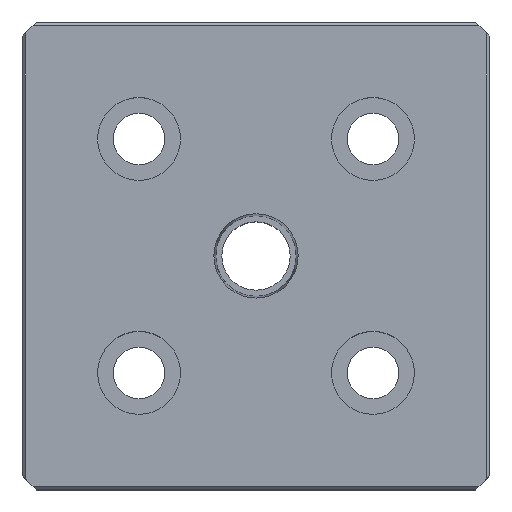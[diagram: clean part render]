
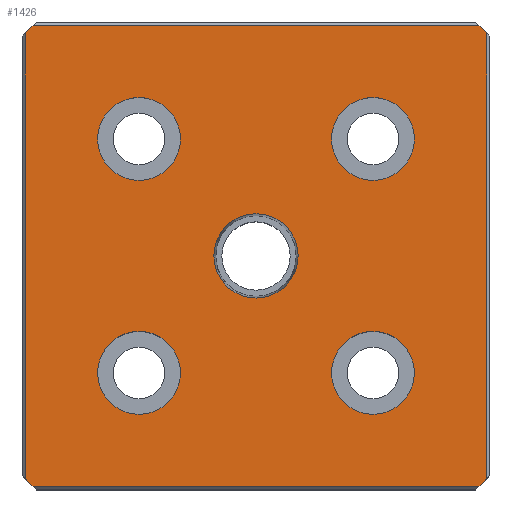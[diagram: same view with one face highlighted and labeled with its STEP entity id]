
A CAD part, top view. The second image highlights one B-rep face of the part: STEP entity #1426.
In plain terms, the highlighted planar face has unit normal (0, 0, 1).
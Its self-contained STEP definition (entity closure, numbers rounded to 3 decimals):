
#278=CARTESIAN_POINT('',(0.484,0.75,0.75));
#279=VERTEX_POINT('',#278);
#288=CARTESIAN_POINT('',(1.016,0.75,0.75));
#289=VERTEX_POINT('',#288);
#290=CARTESIAN_POINT('',(0.75,0.75,0.75));
#291=DIRECTION('',(0.0,0.0,-1.0));
#292=DIRECTION('',(-1.0,0.0,0.0));
#293=AXIS2_PLACEMENT_3D('',#290,#291,#292);
#294=CIRCLE('',#293,0.266);
#295=EDGE_CURVE('',#289,#279,#294,.T.);
#362=CARTESIAN_POINT('',(0.484,-0.75,0.75));
#363=VERTEX_POINT('',#362);
#372=CARTESIAN_POINT('',(1.016,-0.75,0.75));
#373=VERTEX_POINT('',#372);
#374=CARTESIAN_POINT('',(0.75,-0.75,0.75));
#375=DIRECTION('',(0.0,0.0,-1.0));
#376=DIRECTION('',(-1.0,0.0,0.0));
#377=AXIS2_PLACEMENT_3D('',#374,#375,#376);
#378=CIRCLE('',#377,0.266);
#379=EDGE_CURVE('',#373,#363,#378,.T.);
#446=CARTESIAN_POINT('',(1.984,0.75,0.75));
#447=VERTEX_POINT('',#446);
#456=CARTESIAN_POINT('',(2.516,0.75,0.75));
#457=VERTEX_POINT('',#456);
#458=CARTESIAN_POINT('',(2.25,0.75,0.75));
#459=DIRECTION('',(0.0,0.0,-1.0));
#460=DIRECTION('',(-1.0,0.0,0.0));
#461=AXIS2_PLACEMENT_3D('',#458,#459,#460);
#462=CIRCLE('',#461,0.266);
#463=EDGE_CURVE('',#457,#447,#462,.T.);
#530=CARTESIAN_POINT('',(1.984,-0.75,0.75));
#531=VERTEX_POINT('',#530);
#540=CARTESIAN_POINT('',(2.516,-0.75,0.75));
#541=VERTEX_POINT('',#540);
#542=CARTESIAN_POINT('',(2.25,-0.75,0.75));
#543=DIRECTION('',(0.0,0.0,-1.0));
#544=DIRECTION('',(-1.0,0.0,0.0));
#545=AXIS2_PLACEMENT_3D('',#542,#543,#544);
#546=CIRCLE('',#545,0.266);
#547=EDGE_CURVE('',#541,#531,#546,.T.);
#572=CARTESIAN_POINT('',(1.77,0.0,0.75));
#573=VERTEX_POINT('',#572);
#582=CARTESIAN_POINT('',(1.23,0.,0.75));
#583=VERTEX_POINT('',#582);
#584=CARTESIAN_POINT('',(1.5,0.0,0.75));
#585=DIRECTION('',(0.0,0.0,-1.0));
#586=DIRECTION('',(1.0,0.0,0.0));
#587=AXIS2_PLACEMENT_3D('',#584,#585,#586);
#588=CIRCLE('',#587,0.27);
#589=EDGE_CURVE('',#583,#573,#588,.T.);
#771=CARTESIAN_POINT('',(1.5,0.0,0.75));
#772=DIRECTION('',(0.0,0.0,-1.0));
#773=DIRECTION('',(1.0,0.0,0.0));
#774=AXIS2_PLACEMENT_3D('',#771,#772,#773);
#775=CIRCLE('',#774,0.27);
#776=EDGE_CURVE('',#573,#583,#775,.T.);
#800=CARTESIAN_POINT('',(2.93,-1.48,0.75));
#801=VERTEX_POINT('',#800);
#850=CARTESIAN_POINT('',(2.98,-1.43,0.75));
#851=VERTEX_POINT('',#850);
#858=CARTESIAN_POINT('',(2.98,-1.43,0.75));
#859=DIRECTION('',(-0.707,-0.707,0.0));
#860=VECTOR('',#859,0.071);
#861=LINE('',#858,#860);
#862=EDGE_CURVE('',#851,#801,#861,.T.);
#1028=CARTESIAN_POINT('',(0.07,-1.48,0.75));
#1029=VERTEX_POINT('',#1028);
#1030=CARTESIAN_POINT('',(2.93,-1.48,0.75));
#1031=DIRECTION('',(-1.0,0.0,0.0));
#1032=VECTOR('',#1031,2.86);
#1033=LINE('',#1030,#1032);
#1034=EDGE_CURVE('',#801,#1029,#1033,.T.);
#1051=CARTESIAN_POINT('',(2.98,1.43,0.75));
#1052=VERTEX_POINT('',#1051);
#1092=CARTESIAN_POINT('',(2.93,1.48,0.75));
#1093=VERTEX_POINT('',#1092);
#1100=CARTESIAN_POINT('',(2.93,1.48,0.75));
#1101=DIRECTION('',(0.707,-0.707,0.0));
#1102=VECTOR('',#1101,0.071);
#1103=LINE('',#1100,#1102);
#1104=EDGE_CURVE('',#1093,#1052,#1103,.T.);
#1123=CARTESIAN_POINT('',(0.07,1.48,0.75));
#1124=VERTEX_POINT('',#1123);
#1131=CARTESIAN_POINT('',(0.07,1.48,0.75));
#1132=DIRECTION('',(1.0,0.0,0.0));
#1133=VECTOR('',#1132,2.86);
#1134=LINE('',#1131,#1133);
#1135=EDGE_CURVE('',#1124,#1093,#1134,.T.);
#1206=CARTESIAN_POINT('',(0.02,1.43,0.75));
#1207=VERTEX_POINT('',#1206);
#1214=CARTESIAN_POINT('',(0.02,1.43,0.75));
#1215=DIRECTION('',(0.707,0.707,0.0));
#1216=VECTOR('',#1215,0.071);
#1217=LINE('',#1214,#1216);
#1218=EDGE_CURVE('',#1207,#1124,#1217,.T.);
#1237=CARTESIAN_POINT('',(0.02,-1.43,0.75));
#1238=VERTEX_POINT('',#1237);
#1245=CARTESIAN_POINT('',(0.02,-1.43,0.75));
#1246=DIRECTION('',(0.0,1.0,0.0));
#1247=VECTOR('',#1246,2.86);
#1248=LINE('',#1245,#1247);
#1249=EDGE_CURVE('',#1238,#1207,#1248,.T.);
#1307=CARTESIAN_POINT('',(0.07,-1.48,0.75));
#1308=DIRECTION('',(-0.707,0.707,0.0));
#1309=VECTOR('',#1308,0.071);
#1310=LINE('',#1307,#1309);
#1311=EDGE_CURVE('',#1029,#1238,#1310,.T.);
#1358=CARTESIAN_POINT('',(2.98,1.43,0.75));
#1359=DIRECTION('',(0.0,-1.0,0.0));
#1360=VECTOR('',#1359,2.86);
#1361=LINE('',#1358,#1360);
#1362=EDGE_CURVE('',#1052,#851,#1361,.T.);
#1367=CARTESIAN_POINT('',(3.0,1.5,0.75));
#1368=DIRECTION('',(0.0,0.0,-1.0));
#1369=DIRECTION('',(-1.0,0.0,0.0));
#1370=AXIS2_PLACEMENT_3D('',#1367,#1368,#1369);
#1371=PLANE('',#1370);
#1372=ORIENTED_EDGE('',*,*,#862,.F.);
#1373=ORIENTED_EDGE('',*,*,#1362,.F.);
#1374=ORIENTED_EDGE('',*,*,#1104,.F.);
#1375=ORIENTED_EDGE('',*,*,#1135,.F.);
#1376=ORIENTED_EDGE('',*,*,#1218,.F.);
#1377=ORIENTED_EDGE('',*,*,#1249,.F.);
#1378=ORIENTED_EDGE('',*,*,#1311,.F.);
#1379=ORIENTED_EDGE('',*,*,#1034,.F.);
#1380=EDGE_LOOP('',(#1372,#1373,#1374,#1375,#1376,#1377,#1378,#1379));
#1381=FACE_OUTER_BOUND('',#1380,.T.);
#1382=ORIENTED_EDGE('',*,*,#776,.T.);
#1383=ORIENTED_EDGE('',*,*,#589,.T.);
#1384=EDGE_LOOP('',(#1382,#1383));
#1385=FACE_BOUND('',#1384,.T.);
#1386=CARTESIAN_POINT('',(0.75,0.75,0.75));
#1387=DIRECTION('',(0.0,0.0,-1.0));
#1388=DIRECTION('',(-1.0,0.0,0.0));
#1389=AXIS2_PLACEMENT_3D('',#1386,#1387,#1388);
#1390=CIRCLE('',#1389,0.266);
#1391=EDGE_CURVE('',#279,#289,#1390,.T.);
#1392=ORIENTED_EDGE('',*,*,#1391,.T.);
#1393=ORIENTED_EDGE('',*,*,#295,.T.);
#1394=EDGE_LOOP('',(#1392,#1393));
#1395=FACE_BOUND('',#1394,.T.);
#1396=CARTESIAN_POINT('',(0.75,-0.75,0.75));
#1397=DIRECTION('',(0.0,0.0,-1.0));
#1398=DIRECTION('',(-1.0,0.0,0.0));
#1399=AXIS2_PLACEMENT_3D('',#1396,#1397,#1398);
#1400=CIRCLE('',#1399,0.266);
#1401=EDGE_CURVE('',#363,#373,#1400,.T.);
#1402=ORIENTED_EDGE('',*,*,#1401,.T.);
#1403=ORIENTED_EDGE('',*,*,#379,.T.);
#1404=EDGE_LOOP('',(#1402,#1403));
#1405=FACE_BOUND('',#1404,.T.);
#1406=CARTESIAN_POINT('',(2.25,0.75,0.75));
#1407=DIRECTION('',(0.0,0.0,-1.0));
#1408=DIRECTION('',(-1.0,0.0,0.0));
#1409=AXIS2_PLACEMENT_3D('',#1406,#1407,#1408);
#1410=CIRCLE('',#1409,0.266);
#1411=EDGE_CURVE('',#447,#457,#1410,.T.);
#1412=ORIENTED_EDGE('',*,*,#1411,.T.);
#1413=ORIENTED_EDGE('',*,*,#463,.T.);
#1414=EDGE_LOOP('',(#1412,#1413));
#1415=FACE_BOUND('',#1414,.T.);
#1416=CARTESIAN_POINT('',(2.25,-0.75,0.75));
#1417=DIRECTION('',(0.0,0.0,-1.0));
#1418=DIRECTION('',(-1.0,0.0,0.0));
#1419=AXIS2_PLACEMENT_3D('',#1416,#1417,#1418);
#1420=CIRCLE('',#1419,0.266);
#1421=EDGE_CURVE('',#531,#541,#1420,.T.);
#1422=ORIENTED_EDGE('',*,*,#1421,.T.);
#1423=ORIENTED_EDGE('',*,*,#547,.T.);
#1424=EDGE_LOOP('',(#1422,#1423));
#1425=FACE_BOUND('',#1424,.T.);
#1426=ADVANCED_FACE('',(#1381,#1385,#1395,#1405,#1415,#1425),#1371,.F.);
